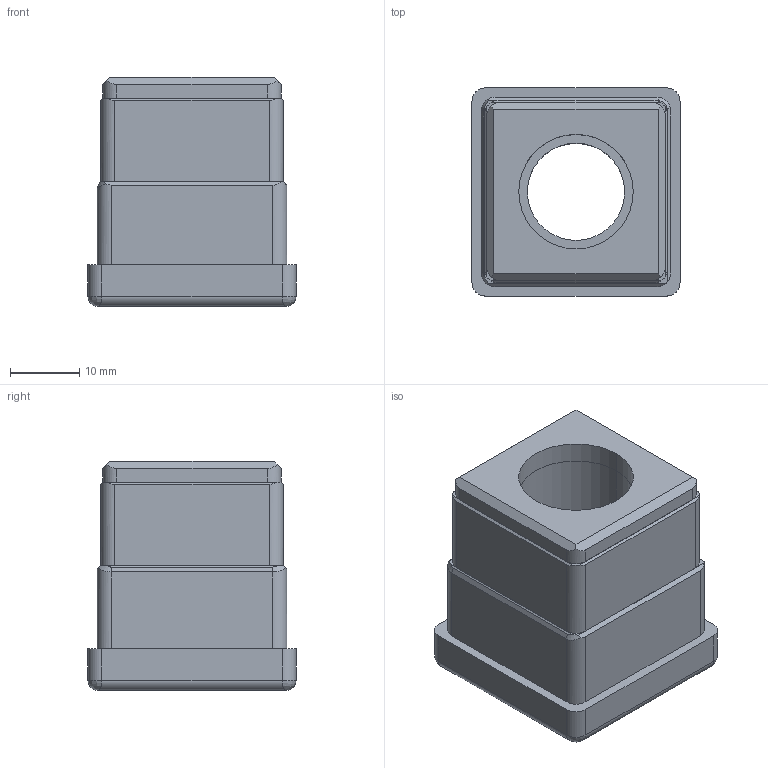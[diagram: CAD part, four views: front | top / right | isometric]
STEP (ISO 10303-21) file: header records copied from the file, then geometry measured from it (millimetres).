
FILE_DESCRIPTION(('STEP AP242'),'1');
FILE_NAME('17037.stp','2025-03-13T14:35:15',('TraceParts'),('TraceParts S.A.'),'Spatial InterOp 3D',' ',' ');
FILE_SCHEMA(('AP242_MANAGED_MODEL_BASED_3D_ENGINEERING_MIM_LF {1 0 10303 442 1 1 4}'));
Length unit declared in the file: millimetre
Products named in the file (1): 17037_1
Bounding box: 30 x 30 x 33 mm (x, y, z)
Volume: 18644.1 mm3; surface area: 11477.8 mm2
Topology: 5 solids, 5 shells, 83 faces, 204 edges, 128 vertices
Faces by surface type: plane 40, cylinder 35, bspline 8
Entity records: 4111 total; most frequent: CARTESIAN_POINT 1410, DIRECTION 418, ORIENTED_EDGE 400, EDGE_CURVE 200, AXIS2_PLACEMENT_3D 157, VERTEX_POINT 128, LINE 104, VECTOR 104
